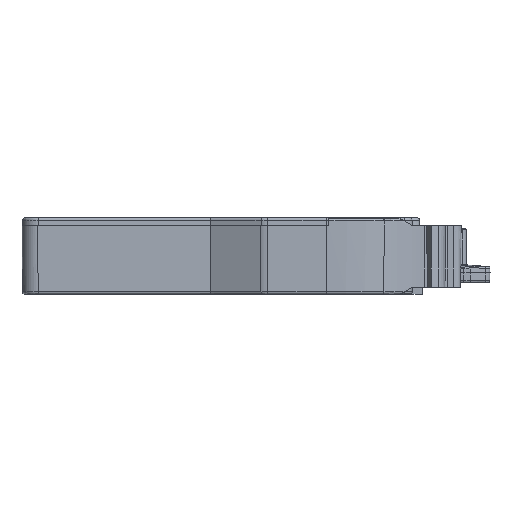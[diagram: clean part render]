
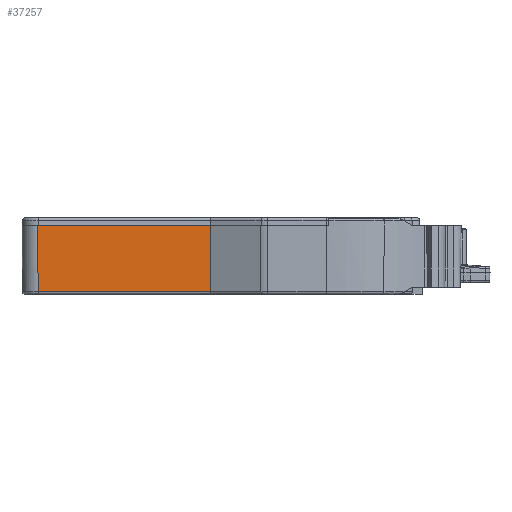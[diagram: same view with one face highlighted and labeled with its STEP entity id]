
A CAD part, left-side view. The second image highlights one B-rep face of the part: STEP entity #37257.
In plain terms, the highlighted planar face has unit normal (-1, 0, -0.009).
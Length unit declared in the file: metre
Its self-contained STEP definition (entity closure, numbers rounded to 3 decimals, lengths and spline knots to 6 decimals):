
#28867=DIRECTION('',(0.,-1.,0.));
#28868=VECTOR('',#28867,0.022197);
#28869=CARTESIAN_POINT('',(-0.012819,0.019696,
0.005575));
#28870=LINE('',#28869,#28868);
#30252=DIRECTION('',(0.009,-0.009,-1.));
#30253=VECTOR('',#30252,0.008503);
#30254=CARTESIAN_POINT('',(-0.012819,0.019696,
0.005575));
#30255=LINE('',#30254,#30253);
#30259=DIRECTION('',(-0.009,0.002,1.));
#30260=VECTOR('',#30259,0.008503);
#30261=CARTESIAN_POINT('',(-0.012745,-0.002518,
-0.002928));
#30262=LINE('',#30261,#30260);
#31436=DIRECTION('',(0.,1.,0.));
#31437=VECTOR('',#31436,0.02214);
#31438=CARTESIAN_POINT('',(-0.012745,-0.002518,
-0.002928));
#31439=LINE('',#31438,#31437);
#34850=CARTESIAN_POINT('',(-0.012819,0.019696,
0.005575));
#34851=CARTESIAN_POINT('',(-0.012745,0.019622,
-0.002928));
#34852=VERTEX_POINT('',#34850);
#34853=VERTEX_POINT('',#34851);
#34930=CARTESIAN_POINT('',(-0.012745,-0.002518,
-0.002928));
#34931=VERTEX_POINT('',#34930);
#34996=CARTESIAN_POINT('',(-0.012819,-0.002501,
0.005575));
#34997=VERTEX_POINT('',#34996);
#37244=CARTESIAN_POINT('',(-0.012743,-0.006481,
-0.003225));
#37245=DIRECTION('',(-1.,0.,-0.009));
#37246=DIRECTION('',(-0.009,0.,1.));
#37247=AXIS2_PLACEMENT_3D('',#37244,#37245,#37246);
#37248=PLANE('',#37247);
#37250=ORIENTED_EDGE('',*,*,#37249,.F.);
#37251=ORIENTED_EDGE('',*,*,#35951,.T.);
#37252=ORIENTED_EDGE('',*,*,#37228,.F.);
#37254=ORIENTED_EDGE('',*,*,#37253,.T.);
#37255=EDGE_LOOP('',(#37250,#37251,#37252,#37254));
#37256=FACE_OUTER_BOUND('',#37255,.F.);
#35951=EDGE_CURVE('',#34852,#34997,#28870,.T.);
#37228=EDGE_CURVE('',#34931,#34997,#30262,.T.);
#37249=EDGE_CURVE('',#34852,#34853,#30255,.T.);
#37253=EDGE_CURVE('',#34931,#34853,#31439,.T.);
#37257=ADVANCED_FACE('',(#37256),#37248,.T.);
